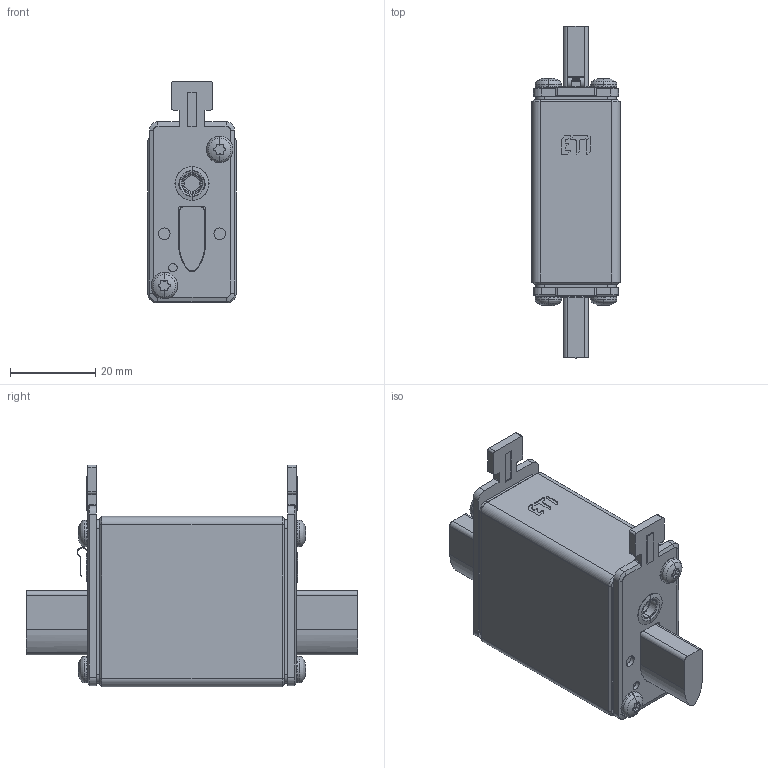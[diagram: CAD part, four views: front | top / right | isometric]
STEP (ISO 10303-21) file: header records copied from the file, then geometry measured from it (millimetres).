
FILE_DESCRIPTION((''),'2;1');
FILE_NAME('004711220_ASM','2022-08-09T08:12:23',('said.beganovic'),('Audax d.o.o.'),'CREO PARAMETRIC BY PTC INC, 2021304','CREO PARAMETRIC BY PTC INC, 2021304','');
FILE_SCHEMA(('AUTOMOTIVE_DESIGN { 1 0 10303 214 1 1 1 1 }'));
Length unit declared in the file: millimetre
Products named in the file (15): 0000042694_2; 0000042717_1-8211; 0000011390_1; 0000031297_1; 0000059170_2; 0000059169_1; 0000059173_ASM_1_ASM; 0000059168_2; 0000059165_ASM_1_ASM; 0000024859_1; 0000011599_1; 0000011586_1; 0000011580_1; 004711220_ASM_2_ASM; 004711220_ASM
Assembly tree (20 placements, depth 4):
  004711220_ASM
    004711220_ASM_2_ASM
      0000042694_2
      0000042717_1-8211  x2
      0000011390_1  x2
      0000031297_1  x4
      0000059173_ASM_1_ASM
        0000059170_2
        0000059169_1
      0000059165_ASM_1_ASM
        0000059168_2
        0000059169_1
      0000024859_1
      0000011599_1
      0000011586_1
      0000011580_1
Bounding box: 20.7 x 78 x 52 mm (x, y, z)
Volume: 43454 mm3; surface area: 19159.2 mm2
Topology: 17 solids, 29 shells, 953 faces, 2510 edges, 1610 vertices
Faces by surface type: plane 434, cylinder 408, torus 50, cone 42, bspline 11, sphere 8
Entity records: 27846 total; most frequent: CARTESIAN_POINT 4454, DIRECTION 3113, ORIENTED_EDGE 2814, EDGE_CURVE 1425, AXIS2_PLACEMENT_3D 1172, PRESENTATION_STYLE_ASSIGNMENT 921, VERTEX_POINT 917, STYLED_ITEM 870
